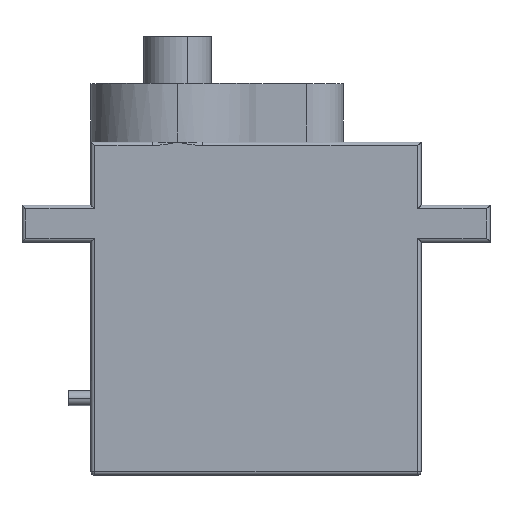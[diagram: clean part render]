
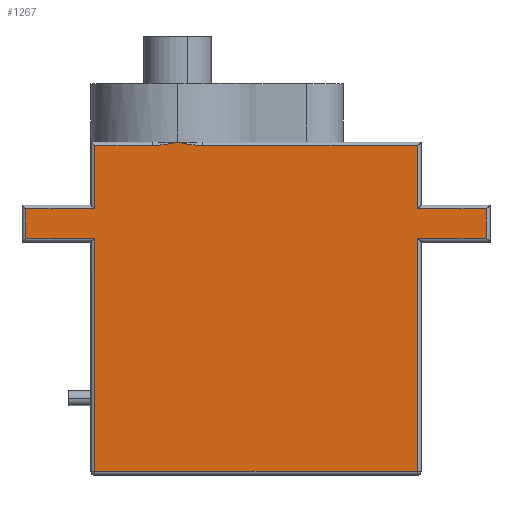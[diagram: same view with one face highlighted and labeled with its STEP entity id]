
A CAD part, top view. The second image highlights one B-rep face of the part: STEP entity #1267.
In plain terms, the highlighted planar face has unit normal (0, 0, 1).
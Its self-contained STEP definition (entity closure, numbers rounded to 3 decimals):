
#7 = ORIENTED_EDGE ( 'NONE', *, *, #994, .T. ) ;
#18 = VERTEX_POINT ( 'NONE', #2606 ) ;
#22 = CARTESIAN_POINT ( 'NONE',  ( -11., 22.45, 11.8 ) ) ;
#34 = CARTESIAN_POINT ( 'NONE',  ( 0., 0.25, 11.8 ) ) ;
#85 = VECTOR ( 'NONE', #1624, 1000. ) ;
#116 = CARTESIAN_POINT ( 'NONE',  ( 11., 0.25, 11.8 ) ) ;
#127 = CARTESIAN_POINT ( 'NONE',  ( -7.049, 22.45, 11.8 ) ) ;
#161 = LINE ( 'NONE', #2026, #1861 ) ;
#215 = DIRECTION ( 'NONE',  ( 1., 0., 0. ) ) ;
#219 = CARTESIAN_POINT ( 'NONE',  ( 11., 0., 11.8 ) ) ;
#274 = CARTESIAN_POINT ( 'NONE',  ( -11., 16.15, 11.8 ) ) ;
#299 = ORIENTED_EDGE ( 'NONE', *, *, #608, .T. ) ;
#303 = CARTESIAN_POINT ( 'NONE',  ( -5.35, 22.7, 11.8 ) ) ;
#318 = CARTESIAN_POINT ( 'NONE',  ( 11., 22.45, 11.8 ) ) ;
#354 = CARTESIAN_POINT ( 'NONE',  ( -4.789, 22.582, 11.8 ) ) ;
#367 = CARTESIAN_POINT ( 'NONE',  ( -4.223, 22.487, 11.8 ) ) ;
#411 = EDGE_CURVE ( 'NONE', #1973, #459, #1817, .T. ) ;
#441 = ORIENTED_EDGE ( 'NONE', *, *, #411, .T. ) ;
#459 = VERTEX_POINT ( 'NONE', #496 ) ;
#460 = CARTESIAN_POINT ( 'NONE',  ( -15.7, 16.15, 11.8 ) ) ;
#496 = CARTESIAN_POINT ( 'NONE',  ( -11., 0.25, 11.8 ) ) ;
#521 = VECTOR ( 'NONE', #2170, 1000. ) ;
#577 = DIRECTION ( 'NONE',  ( 0., -1., 0. ) ) ;
#608 = EDGE_CURVE ( 'NONE', #1986, #846, #1754, .T. ) ;
#629 = CARTESIAN_POINT ( 'NONE',  ( 0., 0., 11.8 ) ) ;
#632 = CARTESIAN_POINT ( 'NONE',  ( 11., 0., 11.8 ) ) ;
#640 = VECTOR ( 'NONE', #2186, 1000. ) ;
#702 = CARTESIAN_POINT ( 'NONE',  ( -6.762, 22.45, 11.8 ) ) ;
#758 = LINE ( 'NONE', #1230, #521 ) ;
#830 = FACE_OUTER_BOUND ( 'NONE', #2695, .T. ) ;
#846 = VERTEX_POINT ( 'NONE', #127 ) ;
#859 = DIRECTION ( 'NONE',  ( -1., 0., 0. ) ) ;
#864 = ORIENTED_EDGE ( 'NONE', *, *, #2586, .T. ) ;
#938 = VERTEX_POINT ( 'NONE', #1993 ) ;
#968 = CARTESIAN_POINT ( 'NONE',  ( 0., 18.15, 11.8 ) ) ;
#988 = CARTESIAN_POINT ( 'NONE',  ( 11., 16.15, 11.8 ) ) ;
#994 = EDGE_CURVE ( 'NONE', #2509, #2387, #1131, .T. ) ;
#1017 = VECTOR ( 'NONE', #1588, 1000. ) ;
#1060 = CARTESIAN_POINT ( 'NONE',  ( 0., 22.45, 11.8 ) ) ;
#1082 = ORIENTED_EDGE ( 'NONE', *, *, #2281, .T. ) ;
#1091 = VECTOR ( 'NONE', #2895, 1000. ) ;
#1131 = LINE ( 'NONE', #219, #85 ) ;
#1194 = EDGE_CURVE ( 'NONE', #3005, #1973, #758, .T. ) ;
#1230 = CARTESIAN_POINT ( 'NONE',  ( 0., 16.15, 11.8 ) ) ;
#1246 = LINE ( 'NONE', #968, #640 ) ;
#1252 = DIRECTION ( 'NONE',  ( 0., -1., 0. ) ) ;
#1267 = ADVANCED_FACE ( 'NONE', ( #830 ), #2734, .F. ) ;
#1282 = DIRECTION ( 'NONE',  ( 0., 1., 0. ) ) ;
#1293 = DIRECTION ( 'NONE',  ( 0., 0., -1. ) ) ;
#1295 = CARTESIAN_POINT ( 'NONE',  ( -5.069, 22.641, 11.8 ) ) ;
#1296 = VERTEX_POINT ( 'NONE', #1764 ) ;
#1309 = CARTESIAN_POINT ( 'NONE',  ( -5.35, 22.7, 11.8 ) ) ;
#1313 = VECTOR ( 'NONE', #215, 1000. ) ;
#1342 = EDGE_CURVE ( 'NONE', #2387, #1296, #1586, .T. ) ;
#1375 = DIRECTION ( 'NONE',  ( 0., -1., 0. ) ) ;
#1396 = EDGE_CURVE ( 'NONE', #2001, #938, #1840, .T. ) ;
#1401 = CARTESIAN_POINT ( 'NONE',  ( 0., 18.15, 11.8 ) ) ;
#1422 = CARTESIAN_POINT ( 'NONE',  ( -5.63, 22.641, 11.8 ) ) ;
#1451 = CARTESIAN_POINT ( 'NONE',  ( -11., 18.15, 11.8 ) ) ;
#1491 = ORIENTED_EDGE ( 'NONE', *, *, #2854, .T. ) ;
#1496 = LINE ( 'NONE', #34, #1769 ) ;
#1512 = ORIENTED_EDGE ( 'NONE', *, *, #2746, .T. ) ;
#1520 = DIRECTION ( 'NONE',  ( -1., 0., 0. ) ) ;
#1551 = LINE ( 'NONE', #2232, #1091 ) ;
#1555 = CARTESIAN_POINT ( 'NONE',  ( -3.651, 22.45, 11.8 ) ) ;
#1556 = LINE ( 'NONE', #632, #2197 ) ;
#1565 = EDGE_CURVE ( 'NONE', #2710, #2399, #1820, .T. ) ;
#1586 = LINE ( 'NONE', #2338, #1313 ) ;
#1588 = DIRECTION ( 'NONE',  ( -1., 0., 0. ) ) ;
#1589 = VERTEX_POINT ( 'NONE', #2419 ) ;
#1613 = VECTOR ( 'NONE', #1252, 1000. ) ;
#1624 = DIRECTION ( 'NONE',  ( 0., 1., 0. ) ) ;
#1648 = CARTESIAN_POINT ( 'NONE',  ( -7.049, 22.45, 11.8 ) ) ;
#1741 = ORIENTED_EDGE ( 'NONE', *, *, #2017, .T. ) ;
#1750 = VERTEX_POINT ( 'NONE', #1798 ) ;
#1754 = B_SPLINE_CURVE_WITH_KNOTS ( 'NONE', 3,
 ( #2773, #1422, #2317, #2102, #702, #1648 ),
 .UNSPECIFIED., .F., .F.,
 ( 4, 2, 4 ),
 ( 0., 0.001, 0.002 ),
 .UNSPECIFIED. ) ;
#1764 = CARTESIAN_POINT ( 'NONE',  ( 15.7, 16.15, 11.8 ) ) ;
#1769 = VECTOR ( 'NONE', #2205, 1000. ) ;
#1798 = CARTESIAN_POINT ( 'NONE',  ( 11., 18.15, 11.8 ) ) ;
#1817 = LINE ( 'NONE', #2286, #2779 ) ;
#1820 = LINE ( 'NONE', #2537, #1613 ) ;
#1840 = LINE ( 'NONE', #2765, #2397 ) ;
#1861 = VECTOR ( 'NONE', #577, 1000. ) ;
#1868 = ORIENTED_EDGE ( 'NONE', *, *, #2180, .T. ) ;
#1882 = ORIENTED_EDGE ( 'NONE', *, *, #1342, .T. ) ;
#1948 = LINE ( 'NONE', #1060, #2849 ) ;
#1973 = VERTEX_POINT ( 'NONE', #274 ) ;
#1986 = VERTEX_POINT ( 'NONE', #303 ) ;
#1993 = CARTESIAN_POINT ( 'NONE',  ( -3.651, 22.45, 11.8 ) ) ;
#2001 = VERTEX_POINT ( 'NONE', #318 ) ;
#2006 = ORIENTED_EDGE ( 'NONE', *, *, #2997, .T. ) ;
#2017 = EDGE_CURVE ( 'NONE', #2399, #1589, #1246, .T. ) ;
#2026 = CARTESIAN_POINT ( 'NONE',  ( -15.7, 0., 11.8 ) ) ;
#2048 = LINE ( 'NONE', #1401, #1017 ) ;
#2062 = DIRECTION ( 'NONE',  ( -1., 0., 0. ) ) ;
#2102 = CARTESIAN_POINT ( 'NONE',  ( -6.477, 22.487, 11.8 ) ) ;
#2170 = DIRECTION ( 'NONE',  ( 1., 0., 0. ) ) ;
#2180 = EDGE_CURVE ( 'NONE', #938, #1986, #2846, .T. ) ;
#2186 = DIRECTION ( 'NONE',  ( -1., 0., 0. ) ) ;
#2197 = VECTOR ( 'NONE', #1282, 1000. ) ;
#2205 = DIRECTION ( 'NONE',  ( 1., 0., 0. ) ) ;
#2232 = CARTESIAN_POINT ( 'NONE',  ( 15.7, 0., 11.8 ) ) ;
#2245 = EDGE_CURVE ( 'NONE', #846, #2710, #1948, .T. ) ;
#2281 = EDGE_CURVE ( 'NONE', #1296, #18, #1551, .T. ) ;
#2286 = CARTESIAN_POINT ( 'NONE',  ( -11., 0., 11.8 ) ) ;
#2308 = ORIENTED_EDGE ( 'NONE', *, *, #1194, .T. ) ;
#2310 = ORIENTED_EDGE ( 'NONE', *, *, #1396, .T. ) ;
#2317 = CARTESIAN_POINT ( 'NONE',  ( -5.911, 22.582, 11.8 ) ) ;
#2338 = CARTESIAN_POINT ( 'NONE',  ( 0., 16.15, 11.8 ) ) ;
#2387 = VERTEX_POINT ( 'NONE', #988 ) ;
#2397 = VECTOR ( 'NONE', #2062, 1000. ) ;
#2399 = VERTEX_POINT ( 'NONE', #1451 ) ;
#2419 = CARTESIAN_POINT ( 'NONE',  ( -15.7, 18.15, 11.8 ) ) ;
#2465 = CARTESIAN_POINT ( 'NONE',  ( -3.938, 22.45, 11.8 ) ) ;
#2466 = ORIENTED_EDGE ( 'NONE', *, *, #2245, .T. ) ;
#2509 = VERTEX_POINT ( 'NONE', #116 ) ;
#2537 = CARTESIAN_POINT ( 'NONE',  ( -11., 0., 11.8 ) ) ;
#2586 = EDGE_CURVE ( 'NONE', #1589, #3005, #161, .T. ) ;
#2606 = CARTESIAN_POINT ( 'NONE',  ( 15.7, 18.15, 11.8 ) ) ;
#2695 = EDGE_LOOP ( 'NONE', ( #1741, #864, #2308, #441, #1512, #7, #1882, #1082, #2006, #1491, #2310, #1868, #299, #2466, #2764 ) ) ;
#2710 = VERTEX_POINT ( 'NONE', #22 ) ;
#2734 = PLANE ( 'NONE',  #2830 ) ;
#2746 = EDGE_CURVE ( 'NONE', #459, #2509, #1496, .T. ) ;
#2764 = ORIENTED_EDGE ( 'NONE', *, *, #1565, .T. ) ;
#2765 = CARTESIAN_POINT ( 'NONE',  ( 0., 22.45, 11.8 ) ) ;
#2773 = CARTESIAN_POINT ( 'NONE',  ( -5.35, 22.7, 11.8 ) ) ;
#2779 = VECTOR ( 'NONE', #1375, 1000. ) ;
#2830 = AXIS2_PLACEMENT_3D ( 'NONE', #629, #1293, #859 ) ;
#2846 = B_SPLINE_CURVE_WITH_KNOTS ( 'NONE', 3,
 ( #1555, #2465, #367, #354, #1295, #1309 ),
 .UNSPECIFIED., .F., .F.,
 ( 4, 2, 4 ),
 ( 0., 0.001, 0.002 ),
 .UNSPECIFIED. ) ;
#2849 = VECTOR ( 'NONE', #1520, 1000. ) ;
#2854 = EDGE_CURVE ( 'NONE', #1750, #2001, #1556, .T. ) ;
#2895 = DIRECTION ( 'NONE',  ( 0., 1., 0. ) ) ;
#2997 = EDGE_CURVE ( 'NONE', #18, #1750, #2048, .T. ) ;
#3005 = VERTEX_POINT ( 'NONE', #460 ) ;
